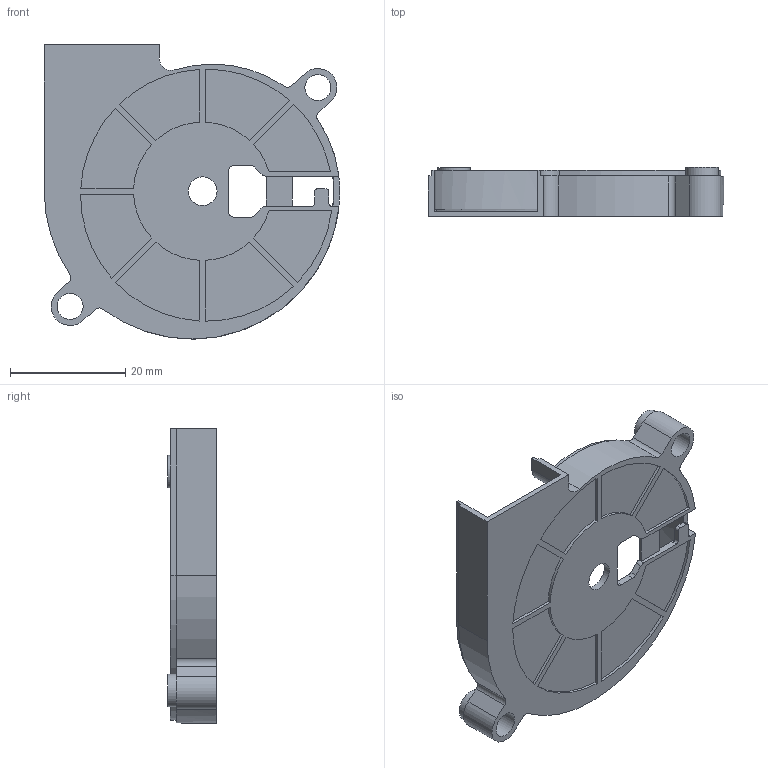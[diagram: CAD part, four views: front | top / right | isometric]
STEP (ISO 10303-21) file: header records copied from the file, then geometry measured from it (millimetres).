
FILE_DESCRIPTION(('FreeCAD Model'),'2;1');
FILE_NAME( 'Fan-5015-bottom.stp' ,'2018-05-13T11:52:45',('Author'),(''), 'Open CASCADE STEP processor 7.2','FreeCAD','Unknown');
FILE_SCHEMA(('AUTOMOTIVE_DESIGN { 1 0 10303 214 1 1 1 1 }'));
Length unit declared in the file: millimetre
Products named in the file (1): bottom
Bounding box: 51.3 x 8.5 x 51.07 mm (x, y, z)
Volume: 3229.4 mm3; surface area: 7126.1 mm2
Topology: 2 solids, 2 shells, 110 faces, 879 edges, 2519 vertices
Faces by surface type: plane 60, cylinder 48, bspline 1, torus 1
Full cylindrical faces by diameter (mm): 4.5 x2, 5 x1, 5.65 x2
Entity records: 15364 total; most frequent: CARTESIAN_POINT 4507, DIRECTION 1939, LINE 1020, VECTOR 1020, GEOMETRIC_CURVE_SET 587, ORIENTED_EDGE 586, PCURVE 586, DEFINITIONAL_REPRESENTATION 586
